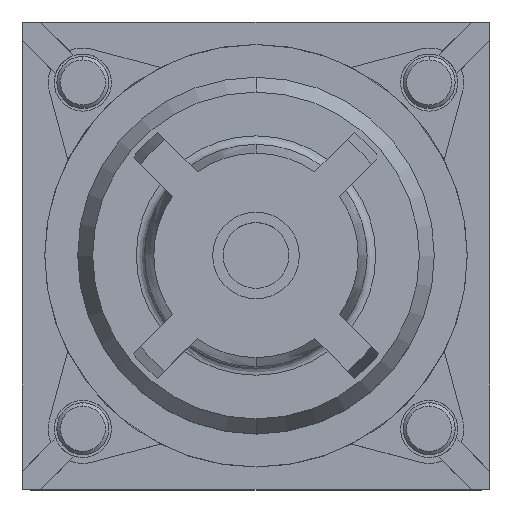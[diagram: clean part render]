
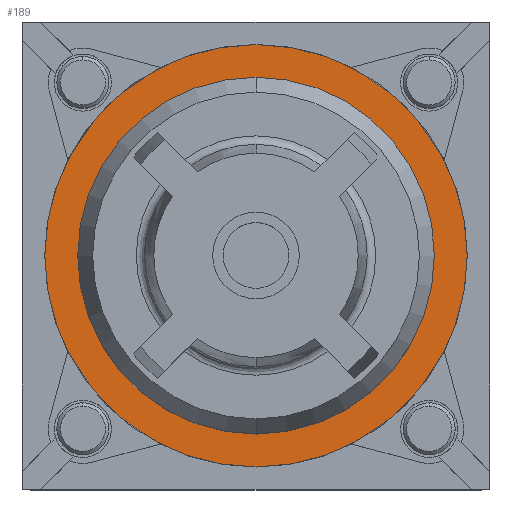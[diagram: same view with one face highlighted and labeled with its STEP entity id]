
A CAD part, top view. The second image highlights one B-rep face of the part: STEP entity #189.
In plain terms, the highlighted planar face has unit normal (0, 0, 1).
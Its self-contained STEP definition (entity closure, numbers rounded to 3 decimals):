
#189=ADVANCED_FACE('',(#600,#601),#602,.T.);
#600=FACE_OUTER_BOUND('',#1298,.T.);
#601=FACE_BOUND('',#1299,.T.);
#602=PLANE('',#1300);
#1298=EDGE_LOOP('',(#2592,#2593));
#1299=EDGE_LOOP('',(#2594,#2595));
#1300=AXIS2_PLACEMENT_3D('',#2596,#2597,#2598);
#2592=ORIENTED_EDGE('',*,*,#4585,.T.);
#2593=ORIENTED_EDGE('',*,*,#4556,.T.);
#2594=ORIENTED_EDGE('',*,*,#4611,.T.);
#2595=ORIENTED_EDGE('',*,*,#4612,.T.);
#2596=CARTESIAN_POINT('',(0.0,0.0,-0.5));
#2597=DIRECTION('',(0.0,0.0,1.0));
#2598=DIRECTION('',(1.0,0.0,0.0));
#4556=EDGE_CURVE('',#5455,#5453,#5456,.T.);
#4585=EDGE_CURVE('',#5453,#5455,#5495,.T.);
#4611=EDGE_CURVE('',#5531,#5532,#5533,.T.);
#4612=EDGE_CURVE('',#5532,#5531,#5534,.T.);
#5453=VERTEX_POINT('',#6797);
#5455=VERTEX_POINT('',#6800);
#5456=CIRCLE('',#6801,12.2);
#5495=CIRCLE('',#6858,12.2);
#5531=VERTEX_POINT('',#6909);
#5532=VERTEX_POINT('',#6910);
#5533=CIRCLE('',#6911,10.3);
#5534=CIRCLE('',#6912,10.3);
#6797=CARTESIAN_POINT('',(-12.2,0.0,-0.5));
#6800=CARTESIAN_POINT('',(12.2,0.0,-0.5));
#6801=AXIS2_PLACEMENT_3D('',#8400,#8401,#8402);
#6858=AXIS2_PLACEMENT_3D('',#8451,#8452,#8453);
#6909=CARTESIAN_POINT('',(0.0,10.3,-0.5));
#6910=CARTESIAN_POINT('',(0.0,-10.3,-0.5));
#6911=AXIS2_PLACEMENT_3D('',#8499,#8500,#8501);
#6912=AXIS2_PLACEMENT_3D('',#8502,#8503,#8504);
#8400=CARTESIAN_POINT('',(0.0,0.0,-0.5));
#8401=DIRECTION('',(0.0,0.0,1.0));
#8402=DIRECTION('',(1.0,0.0,0.0));
#8451=CARTESIAN_POINT('',(0.0,0.0,-0.5));
#8452=DIRECTION('',(0.0,0.0,1.0));
#8453=DIRECTION('',(-1.0,0.0,0.0));
#8499=CARTESIAN_POINT('',(0.0,0.0,-0.5));
#8500=DIRECTION('',(0.0,0.0,-1.0));
#8501=DIRECTION('',(0.0,1.0,0.0));
#8502=CARTESIAN_POINT('',(0.0,0.0,-0.5));
#8503=DIRECTION('',(0.0,0.0,-1.0));
#8504=DIRECTION('',(0.0,-1.0,0.0));
